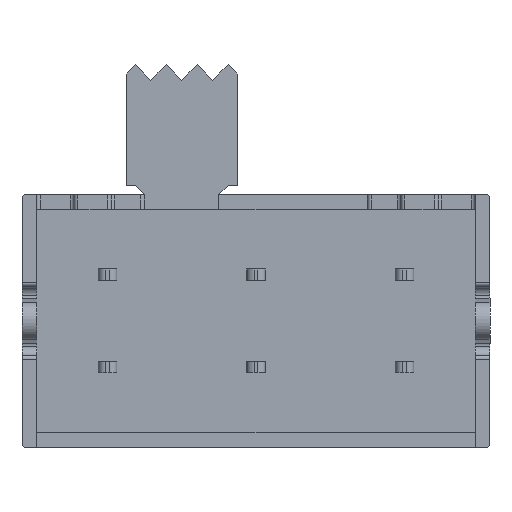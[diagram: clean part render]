
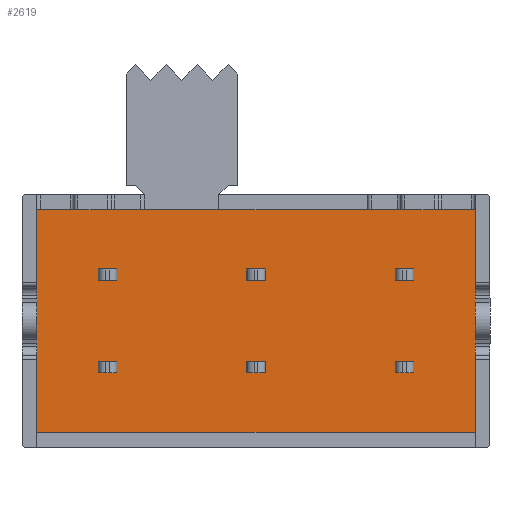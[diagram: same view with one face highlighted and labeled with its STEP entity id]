
A CAD part, front view. The second image highlights one B-rep face of the part: STEP entity #2619.
In plain terms, the highlighted planar face has unit normal (0, -1, 0).
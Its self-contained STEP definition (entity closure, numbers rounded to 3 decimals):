
#9 = ORIENTED_EDGE ( 'NONE', *, *, #954, .T. ) ;
#154 = DIRECTION ( 'NONE',  ( 0., 1., 0. ) ) ;
#157 = CARTESIAN_POINT ( 'NONE',  ( -5.9, -0.25, 6. ) ) ;
#204 = DIRECTION ( 'NONE',  ( 0., 0., -1. ) ) ;
#343 = ORIENTED_EDGE ( 'NONE', *, *, #3277, .T. ) ;
#373 = ORIENTED_EDGE ( 'NONE', *, *, #1044, .F. ) ;
#435 = CARTESIAN_POINT ( 'NONE',  ( 5.9, -0.25, 17.842 ) ) ;
#504 = DIRECTION ( 'NONE',  ( 0., 0., -1. ) ) ;
#797 = VERTEX_POINT ( 'NONE', #157 ) ;
#837 = ORIENTED_EDGE ( 'NONE', *, *, #1423, .T. ) ;
#883 = VECTOR ( 'NONE', #4528, 1000. ) ;
#954 = EDGE_CURVE ( 'NONE', #2018, #1335, #2652, .T. ) ;
#1044 = EDGE_CURVE ( 'NONE', #2664, #1335, #2460, .T. ) ;
#1119 = CARTESIAN_POINT ( 'NONE',  ( 5.9, -0.25, 6. ) ) ;
#1234 = DIRECTION ( 'NONE',  ( -1., 0., 0. ) ) ;
#1335 = VERTEX_POINT ( 'NONE', #2101 ) ;
#1423 = EDGE_CURVE ( 'NONE', #797, #2018, #3227, .T. ) ;
#1693 = CARTESIAN_POINT ( 'NONE',  ( -5.9, -0.25, 17.842 ) ) ;
#2018 = VERTEX_POINT ( 'NONE', #3134 ) ;
#2101 = CARTESIAN_POINT ( 'NONE',  ( 5.9, -0.25, 0. ) ) ;
#2134 = VECTOR ( 'NONE', #2351, 1000. ) ;
#2351 = DIRECTION ( 'NONE',  ( -1., 0., 0. ) ) ;
#2460 = LINE ( 'NONE', #3626, #4915 ) ;
#2619 = ADVANCED_FACE ( 'NONE', ( #3283 ), #3664, .F. ) ;
#2652 = LINE ( 'NONE', #2955, #883 ) ;
#2664 = VERTEX_POINT ( 'NONE', #2926 ) ;
#2926 = CARTESIAN_POINT ( 'NONE',  ( 5.9, -0.25, 6. ) ) ;
#2955 = CARTESIAN_POINT ( 'NONE',  ( 5.9, -0.25, 0. ) ) ;
#3134 = CARTESIAN_POINT ( 'NONE',  ( -5.9, -0.25, 0. ) ) ;
#3227 = LINE ( 'NONE', #1693, #3499 ) ;
#3277 = EDGE_CURVE ( 'NONE', #2664, #797, #3496, .T. ) ;
#3283 = FACE_OUTER_BOUND ( 'NONE', #4542, .T. ) ;
#3496 = LINE ( 'NONE', #1119, #2134 ) ;
#3499 = VECTOR ( 'NONE', #204, 1000. ) ;
#3626 = CARTESIAN_POINT ( 'NONE',  ( 5.9, -0.25, 17.842 ) ) ;
#3664 = PLANE ( 'NONE',  #3849 ) ;
#3849 = AXIS2_PLACEMENT_3D ( 'NONE', #435, #154, #1234 ) ;
#4528 = DIRECTION ( 'NONE',  ( 1., 0., 0. ) ) ;
#4542 = EDGE_LOOP ( 'NONE', ( #373, #343, #837, #9 ) ) ;
#4915 = VECTOR ( 'NONE', #504, 1000. ) ;
